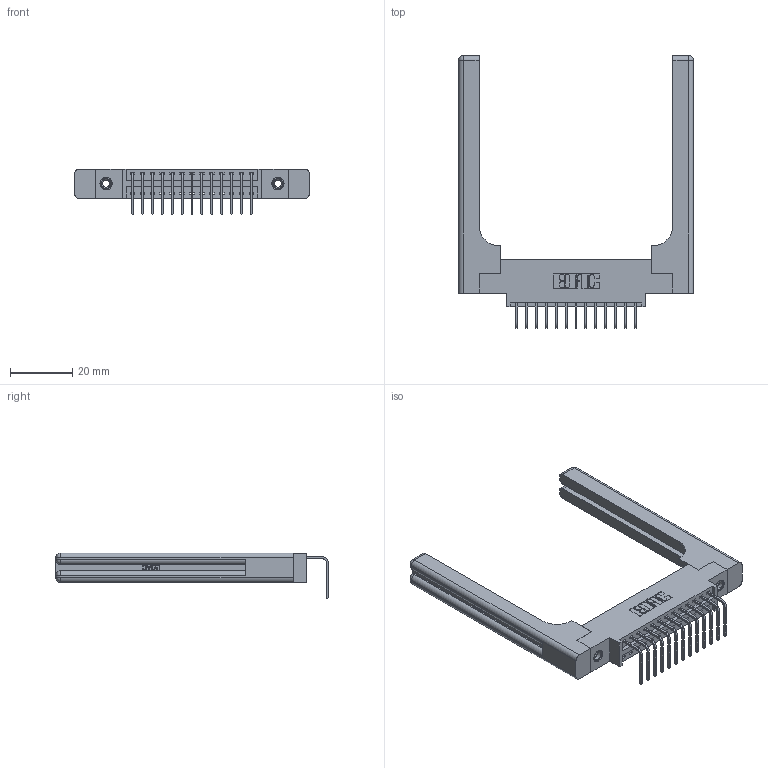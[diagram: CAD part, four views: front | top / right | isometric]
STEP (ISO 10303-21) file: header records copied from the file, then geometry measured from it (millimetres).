
FILE_DESCRIPTION (( 'STEP AP203' ), '1' );
FILE_NAME ('346-013-558-658.STEP', '2022-05-05T05:12:44', ( '' ), ( '' ), 'SwSTEP 2.0', 'SolidWorks 2020', '' );
FILE_SCHEMA (( 'CONFIG_CONTROL_DESIGN' ));
Length unit declared in the file: inch
Products named in the file (5): 345-250-001_345-250-001-102; 346 Part_0.170 Offset - 0.156 Dia-TH; 345-292-001_558 Tail - 2; 346-013-558-658; 346-220-058_345-220-058
Assembly tree (18 placements, depth 2):
  346-013-558-658
    346 Part_0.170 Offset - 0.156 Dia-TH
    345-292-001_558 Tail - 2  x13
    345-250-001_345-250-001-102  x2
    346-220-058_345-220-058  x2
Bounding box: 75.34 x 87.44 x 14.73 mm (x, y, z)
Volume: 14400.6 mm3; surface area: 13909.4 mm2
Topology: 18 solids, 18 shells, 1176 faces, 3409 edges, 2234 vertices
Faces by surface type: plane 788, cylinder 328, bspline 36, cone 12, sphere 8, torus 4
Entity records: 17786 total; most frequent: CARTESIAN_POINT 4042, ORIENTED_EDGE 2784, DIRECTION 2530, EDGE_CURVE 1392, VECTOR 1116, LINE 1116, VERTEX_POINT 918, AXIS2_PLACEMENT_3D 707
